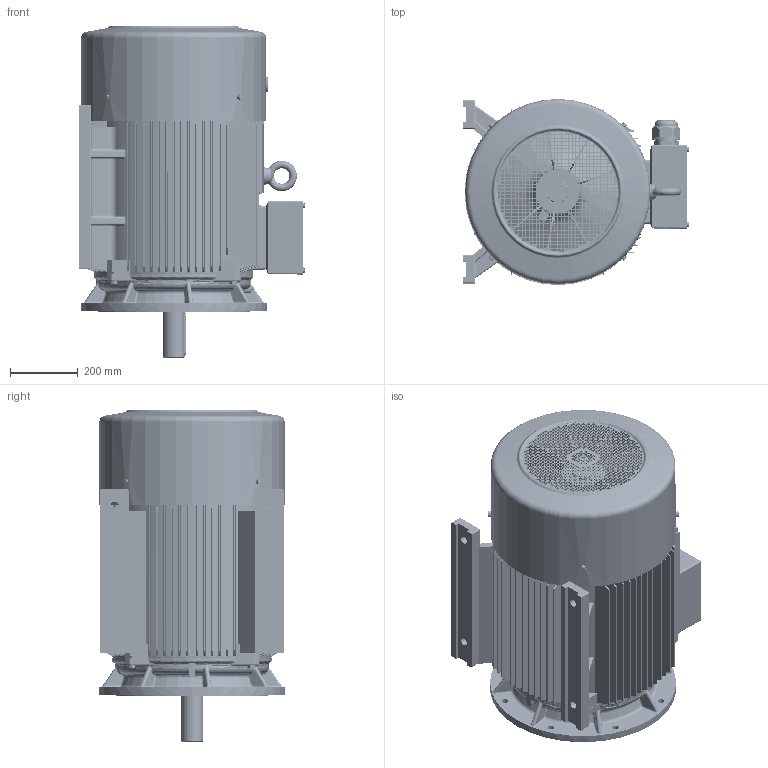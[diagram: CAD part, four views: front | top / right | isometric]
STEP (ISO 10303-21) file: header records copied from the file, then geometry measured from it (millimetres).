
FILE_DESCRIPTION(/* description */ (''),/* implementation_level */ '2;1');
FILE_NAME(/* name */ 'JM1-280S-2-B35.stp',/* time_stamp */ '2018-12-30T19:17:38+08:00',/* author */ (''),/* organization */ (''),/* preprocessor_version */ 'ST-DEVELOPER v16.7',/* originating_system */ 'SIEMENS PLM Software NX 12.0',/* authorisation */ '');
FILE_SCHEMA (('AP203_CONFIGURATION_CONTROLLED_3D_DESIGN_OF_MECHANICAL_PARTS_AND_ASSEMBLIES_MIM_LF { 1 0 10303 403 2 1 2}'));
Length unit declared in the file: millimetre
Products named in the file (1): JM1-280S-2-B35
Bounding box: 667.8 x 549.87 x 980.78 mm (x, y, z)
Volume: 39687783.9 mm3; surface area: 8285905.6 mm2
Topology: 75 solids, 75 shells, 10567 faces, 29881 edges, 19544 vertices
Faces by surface type: plane 4641, cylinder 4549, bspline 553, cone 460, torus 359, sphere 5
Full cylindrical faces by diameter (mm): 2 x3, 7.188 x4, 8 x12, 8.4 x8, 9.026 x8, 10 x11, 10.863 x8, 11.2 x8, 12 x8, 12.6 x8, 16 x8, 20 x1, 24 x4, 43.312 x2, 51.188 x4, 61.031 x12, 63 x4, 64.969 x12, 67.922 x2, 83.672 x2
Entity records: 384380 total; most frequent: CARTESIAN_POINT 107300, ORIENTED_EDGE 58886, DIRECTION 56631, EDGE_CURVE 29443, AXIS2_PLACEMENT_3D 20060, VERTEX_POINT 19410, LINE 16511, VECTOR 16511
